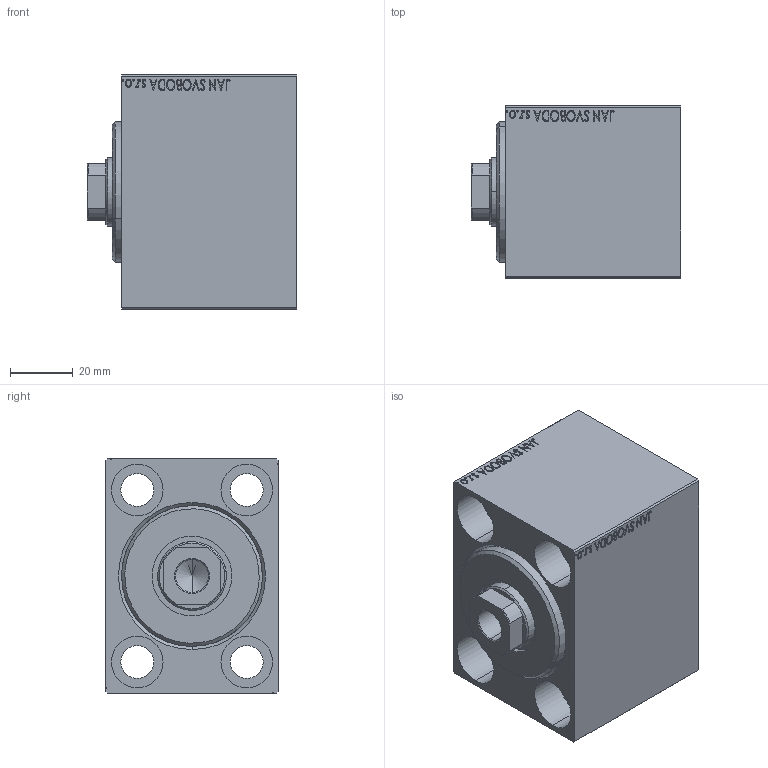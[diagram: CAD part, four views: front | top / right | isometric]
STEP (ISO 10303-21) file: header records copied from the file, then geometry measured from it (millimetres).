
FILE_DESCRIPTION (( 'STEP AP203' ), '1' );
FILE_NAME ('4b81.STEP', '2021-11-01T23:02:33', ( '' ), ( '' ), 'SwSTEP 2.0', 'SolidWorks 2019', '' );
FILE_SCHEMA (( 'CONFIG_CONTROL_DESIGN' ));
Length unit declared in the file: millimetre
Products named in the file (4): V450CM_C_VCP d1fc9593ef8d03652353b58f4edb0a30; 4b81; V450CM_C d1fc9593ef8d03652353b58f4edb0a30; V450CM_VC_B d1fc9593ef8d03652353b58f4edb0a30
Assembly tree (3 placements, depth 2):
  4b81
    V450CM_C d1fc9593ef8d03652353b58f4edb0a30
    V450CM_C_VCP d1fc9593ef8d03652353b58f4edb0a30
    V450CM_VC_B d1fc9593ef8d03652353b58f4edb0a30
Bounding box: 67 x 55 x 75 mm (x, y, z)
Volume: 198304.9 mm3; surface area: 51562.9 mm2
Topology: 3 solids, 3 shells, 856 faces, 2198 edges, 1457 vertices
Faces by surface type: plane 407, bspline 380, cylinder 55, cone 14
Entity records: 43910 total; most frequent: CARTESIAN_POINT 25185, ORIENTED_EDGE 4392, DIRECTION 2508, EDGE_CURVE 2196, VERTEX_POINT 1457, VECTOR 1300, LINE 1300, EDGE_LOOP 977
